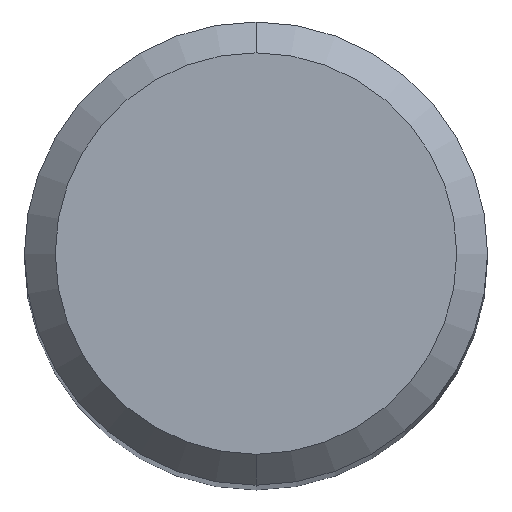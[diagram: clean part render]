
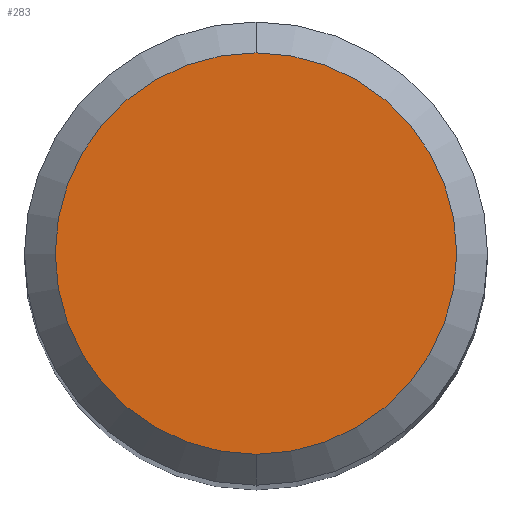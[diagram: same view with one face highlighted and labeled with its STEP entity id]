
A CAD part, top view. The second image highlights one B-rep face of the part: STEP entity #283.
In plain terms, the highlighted planar face has unit normal (0, 0, 1).
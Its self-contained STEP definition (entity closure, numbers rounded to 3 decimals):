
#167=EDGE_CURVE('',#257,#249,#442,.T.);
#249=VERTEX_POINT('',#536);
#257=VERTEX_POINT('',#544);
#283=ADVANCED_FACE('',(#570),#571,.T.);
#325=EDGE_CURVE('',#249,#257,#616,.T.);
#442=CIRCLE('',#744,2.6);
#536=CARTESIAN_POINT('',(0.0,2.6,0.0));
#544=CARTESIAN_POINT('',(0.,-2.6,0.0));
#570=FACE_OUTER_BOUND('',#1018,.T.);
#571=PLANE('',#1019);
#616=CIRCLE('',#1118,2.6);
#744=AXIS2_PLACEMENT_3D('',#1316,#1317,#1318);
#1018=EDGE_LOOP('',(#1453,#1454));
#1019=AXIS2_PLACEMENT_3D('',#1455,#1456,#1457);
#1118=AXIS2_PLACEMENT_3D('',#1496,#1497,#1498);
#1316=CARTESIAN_POINT('',(0.0,0.0,0.0));
#1317=DIRECTION('',(0.0,0.0,-1.0));
#1318=DIRECTION('',(0.0,1.0,0.0));
#1453=ORIENTED_EDGE('',*,*,#325,.F.);
#1454=ORIENTED_EDGE('',*,*,#167,.F.);
#1455=CARTESIAN_POINT('',(0.0,1.3,0.0));
#1456=DIRECTION('',(-0.0,0.0,1.0));
#1457=DIRECTION('',(0.0,-1.0,0.0));
#1496=CARTESIAN_POINT('',(0.0,0.0,0.0));
#1497=DIRECTION('',(0.0,0.0,-1.0));
#1498=DIRECTION('',(0.0,1.0,0.0));
